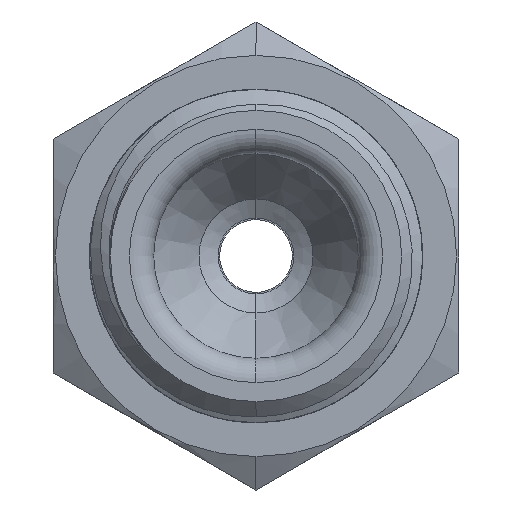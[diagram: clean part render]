
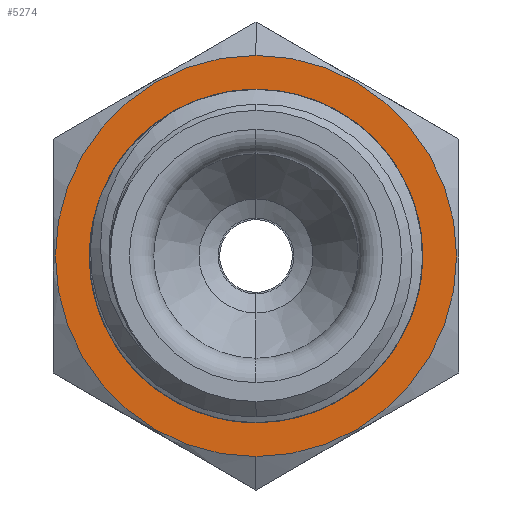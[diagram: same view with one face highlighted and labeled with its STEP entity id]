
A CAD part, left-side view. The second image highlights one B-rep face of the part: STEP entity #5274.
In plain terms, the highlighted face is planar.
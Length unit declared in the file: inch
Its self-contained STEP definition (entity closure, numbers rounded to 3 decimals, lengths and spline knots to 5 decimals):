
#62 = EDGE_LOOP ( 'NONE', ( #339, #11987 ) ) ;
#339 = ORIENTED_EDGE ( 'NONE', *, *, #13861, .F. ) ;
#929 = CARTESIAN_POINT ( 'NONE',  ( 0., 0.56, 0. ) ) ;
#1747 = DIRECTION ( 'NONE',  ( 0., -1., 0. ) ) ;
#1765 = EDGE_CURVE ( 'NONE', #11106, #2017, #4257, .T. ) ;
#2017 = VERTEX_POINT ( 'NONE', #14667 ) ;
#2441 = PLANE ( 'NONE',  #7165 ) ;
#2451 = DIRECTION ( 'NONE',  ( 0., 0., -1. ) ) ;
#2492 = DIRECTION ( 'NONE',  ( 0., 1., 0. ) ) ;
#2859 = DIRECTION ( 'NONE',  ( 0., 0., -1. ) ) ;
#2876 = DIRECTION ( 'NONE',  ( 0., 0., -1. ) ) ;
#3926 = VERTEX_POINT ( 'NONE', #12321 ) ;
#3990 = AXIS2_PLACEMENT_3D ( 'NONE', #14531, #12178, #2451 ) ;
#4032 = AXIS2_PLACEMENT_3D ( 'NONE', #5321, #1747, #2859 ) ;
#4257 = CIRCLE ( 'NONE', #4032, 0.39 ) ;
#5122 = EDGE_CURVE ( 'NONE', #2017, #11106, #8145, .T. ) ;
#5274 = ADVANCED_FACE ( 'NONE', ( #6033, #7171 ), #2441, .T. ) ;
#5321 = CARTESIAN_POINT ( 'NONE',  ( 0., 0.56, 0. ) ) ;
#6033 = FACE_BOUND ( 'NONE', #12131, .T. ) ;
#6533 = CIRCLE ( 'NONE', #15453, 0.495 ) ;
#7089 = CARTESIAN_POINT ( 'NONE',  ( 0., 0.56, 0.39 ) ) ;
#7165 = AXIS2_PLACEMENT_3D ( 'NONE', #11921, #2492, #14313 ) ;
#7171 = FACE_OUTER_BOUND ( 'NONE', #62, .T. ) ;
#7322 = EDGE_CURVE ( 'NONE', #3926, #15360, #6533, .T. ) ;
#7514 = DIRECTION ( 'NONE',  ( 0., 0., -1. ) ) ;
#8145 = CIRCLE ( 'NONE', #13301, 0.39 ) ;
#8878 = ORIENTED_EDGE ( 'NONE', *, *, #5122, .T. ) ;
#11106 = VERTEX_POINT ( 'NONE', #7089 ) ;
#11449 = ORIENTED_EDGE ( 'NONE', *, *, #1765, .T. ) ;
#11921 = CARTESIAN_POINT ( 'NONE',  ( 0., 0.56, -0.39 ) ) ;
#11987 = ORIENTED_EDGE ( 'NONE', *, *, #7322, .F. ) ;
#12131 = EDGE_LOOP ( 'NONE', ( #8878, #11449 ) ) ;
#12178 = DIRECTION ( 'NONE',  ( 0., -1., 0. ) ) ;
#12237 = CARTESIAN_POINT ( 'NONE',  ( 0., 0.56, -0.495 ) ) ;
#12321 = CARTESIAN_POINT ( 'NONE',  ( 0., 0.56, 0.495 ) ) ;
#13178 = DIRECTION ( 'NONE',  ( 0., -1., 0. ) ) ;
#13301 = AXIS2_PLACEMENT_3D ( 'NONE', #929, #13178, #2876 ) ;
#13861 = EDGE_CURVE ( 'NONE', #15360, #3926, #15037, .T. ) ;
#14313 = DIRECTION ( 'NONE',  ( 0., 0., 1. ) ) ;
#14531 = CARTESIAN_POINT ( 'NONE',  ( 0., 0.56, 0. ) ) ;
#14664 = CARTESIAN_POINT ( 'NONE',  ( 0., 0.56, 0. ) ) ;
#14667 = CARTESIAN_POINT ( 'NONE',  ( 0., 0.56, -0.39 ) ) ;
#14710 = DIRECTION ( 'NONE',  ( 0., -1., 0. ) ) ;
#15037 = CIRCLE ( 'NONE', #3990, 0.495 ) ;
#15360 = VERTEX_POINT ( 'NONE', #12237 ) ;
#15453 = AXIS2_PLACEMENT_3D ( 'NONE', #14664, #14710, #7514 ) ;
